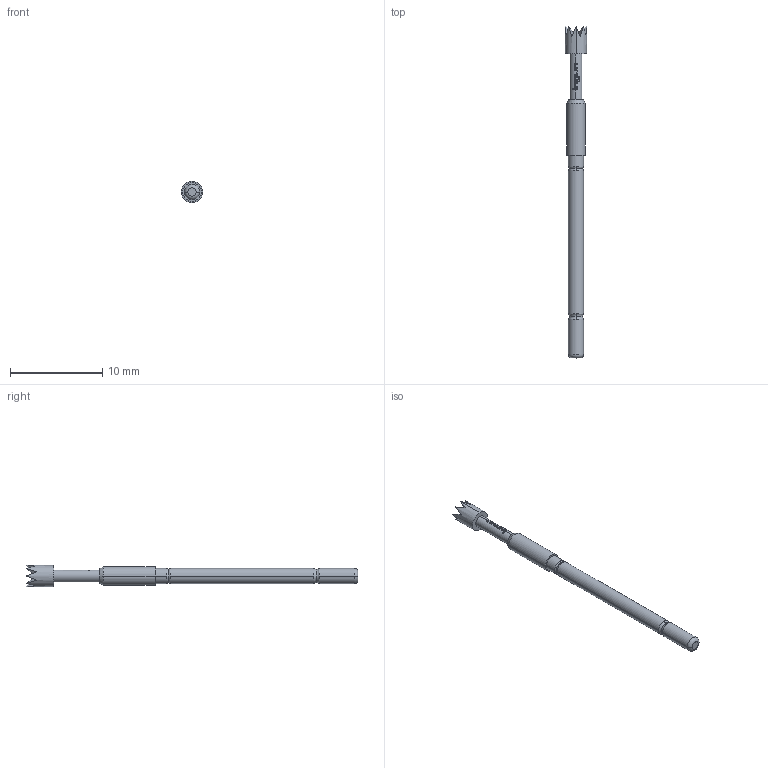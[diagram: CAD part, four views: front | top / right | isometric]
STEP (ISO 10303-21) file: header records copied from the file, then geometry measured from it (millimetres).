
FILE_DESCRIPTION (( 'STEP AP203' ), '1' );
FILE_NAME ('INGUN_GKS-912_288_230_A_xx06.STEP', '2021-09-30T09:28:36', ( 'ochi' ), ( '' ), 'SwSTEP 2.0', 'SolidWorks 2018', '' );
FILE_SCHEMA (( 'CONFIG_CONTROL_DESIGN' ));
Length unit declared in the file: millimetre
Products named in the file (1): INGUN_GKS-912_288_230_A_xx06
Bounding box: 2.3 x 36 x 2.3 mm (x, y, z)
Volume: 80.9 mm3; surface area: 207.1 mm2
Topology: 1 solids, 1 shells, 125 faces, 334 edges, 215 vertices
Faces by surface type: plane 60, cylinder 31, bspline 22, torus 10, cone 2
Entity records: 4917 total; most frequent: CARTESIAN_POINT 2241, ORIENTED_EDGE 668, DIRECTION 352, EDGE_CURVE 334, B_SPLINE_CURVE_WITH_KNOTS 222, VERTEX_POINT 215, AXIS2_PLACEMENT_3D 152, EDGE_LOOP 129
